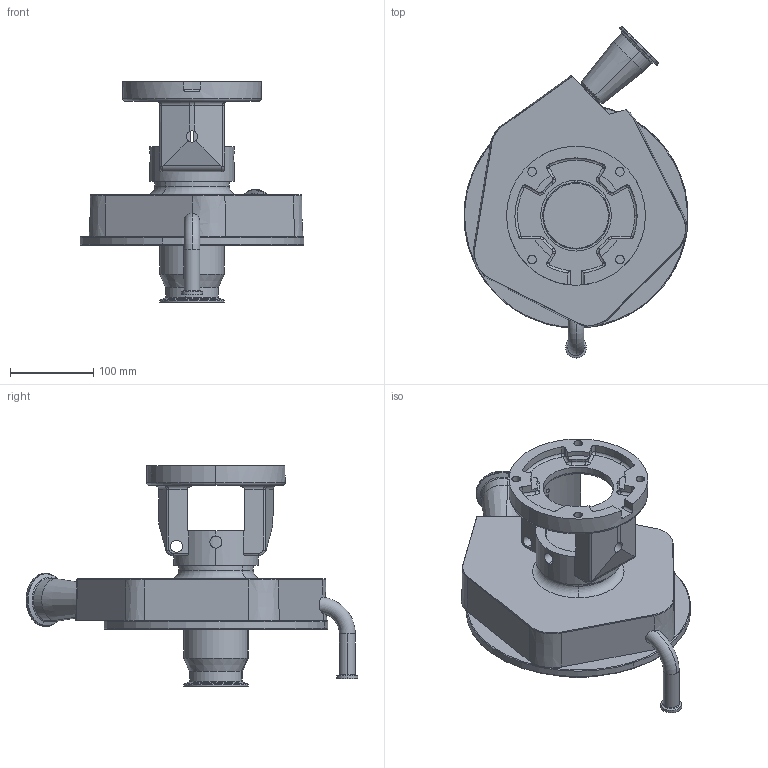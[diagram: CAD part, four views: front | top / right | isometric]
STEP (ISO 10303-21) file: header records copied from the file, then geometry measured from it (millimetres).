
FILE_DESCRIPTION (( 'STEP AP214' ), '1' );
FILE_NAME ('FPR 1741-1742 140TC 45L 3-4 IN ELBOW FRONT DRAIN.STEP', '2023-01-11T18:00:46', ( '' ), ( '' ), 'SwSTEP 2.0', 'SolidWorks 2021', '' );
FILE_SCHEMA (( 'AUTOMOTIVE_DESIGN' ));
Length unit declared in the file: millimetre
Products named in the file (1): FPR 1741-1742 140TC 45L 3-4 IN ELBOW FRONT DRAIN
Bounding box: 269.09 x 399.02 x 265.5 mm (x, y, z)
Volume: 2702376.1 mm3; surface area: 484867 mm2
Topology: 1 solids, 6 shells, 464 faces, 1115 edges, 656 vertices
Faces by surface type: cylinder 177, torus 114, plane 87, cone 76, bspline 7, sphere 3
Entity records: 15456 total; most frequent: CARTESIAN_POINT 4505, DIRECTION 2506, ORIENTED_EDGE 2194, EDGE_CURVE 1097, AXIS2_PLACEMENT_3D 1059, VERTEX_POINT 656, CIRCLE 601, EDGE_LOOP 505
